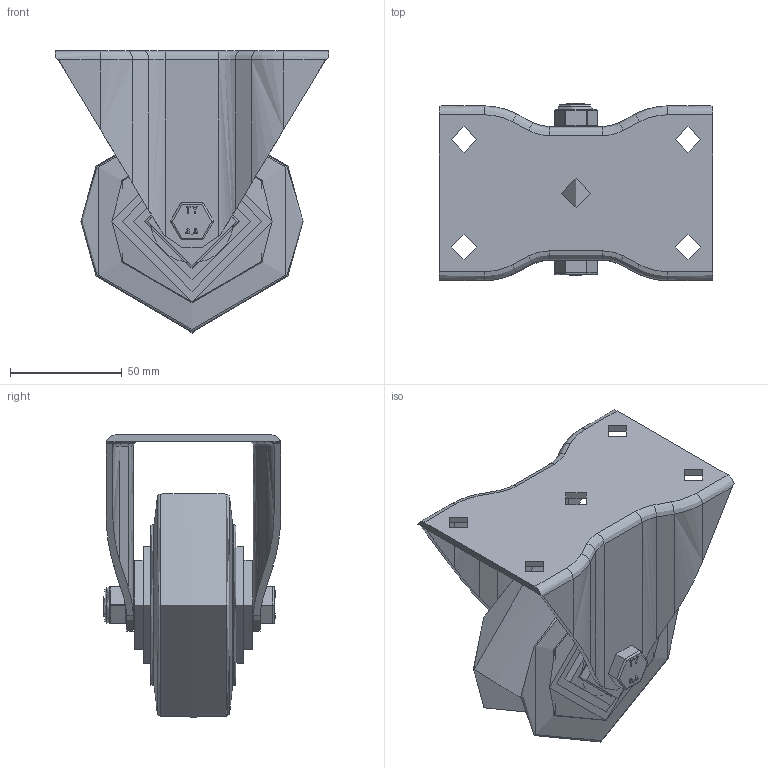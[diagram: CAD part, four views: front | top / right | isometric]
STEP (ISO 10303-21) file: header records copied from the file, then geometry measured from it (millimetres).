
FILE_DESCRIPTION(/* description */ (''),/* implementation_level */ '2;1');
FILE_NAME(/* name */ 'BZHF100CRBJLP.step',/* time_stamp */ '2024-05-17T09:28:15+01:00',/* author */ (''),/* organization */ (''),/* preprocessor_version */ 'ST-DEVELOPER v20',/* originating_system */ 'Autodesk Translation Framework v13.14.0.145',/* authorisation */ '');
FILE_SCHEMA (('AUTOMOTIVE_DESIGN { 1 0 10303 214 3 1 1 }'));
Length unit declared in the file: millimetre
Products named in the file (27): BZHF100CRBJLP; BZMH100WCRBJM20 v1; ELASTIC RUBBER TYRE; CAST IRON RIM; BEARING6004; BALL BEARINGS; BEARING6004 (1); BALL BEARINGS (1); Component1; METAL; MIDDLE; RUBBER; BEARING SPACER; BZHF100ASLP v1; ZINC PLATED PRESSED STEEL BRACKET; TUBEM20X50 v1; ZINC PLATED, STEEL TUBE; WP20X40X4BLK v1; NYLON WASHER; WP20X40X4BLK v1 (1); NYLON WASHER (1); HEXBOLTM10X70Z8.8 v2; GRADE 8.8 THREADED ZINC PLATED BOLT; NYLOCM10Z v1; NYLOC NUT; RUBBER (1); NUT
Assembly tree (46 placements, depth 5):
  BZHF100CRBJLP
    BZMH100WCRBJM20 v1
      ELASTIC RUBBER TYRE
      CAST IRON RIM
      BEARING6004
        METAL
        MIDDLE
        BALL BEARINGS
          Component1  x9
        RUBBER
      BEARING6004 (1)
        BALL BEARINGS (1)
          Component1  x9
        METAL
        MIDDLE
        RUBBER
      BEARING SPACER
    BZHF100ASLP v1
      ZINC PLATED PRESSED STEEL BRACKET
    TUBEM20X50 v1
      ZINC PLATED, STEEL TUBE
    WP20X40X4BLK v1
      NYLON WASHER
    WP20X40X4BLK v1 (1)
      NYLON WASHER (1)
    HEXBOLTM10X70Z8.8 v2
      GRADE 8.8 THREADED ZINC PLATED BOLT
    NYLOCM10Z v1
      NYLOC NUT
        RUBBER (1)
        NUT
Bounding box: 122 x 79.25 x 126 mm (x, y, z)
Volume: 339010.5 mm3; surface area: 130589.2 mm2
Topology: 38 solids, 38 shells, 1180 faces, 2990 edges, 1955 vertices
Faces by surface type: plane 432, bspline 425, cylinder 238, sphere 48, torus 33, cone 4
Full cylindrical faces by diameter (mm): 8 x18, 8.141 x18, 9.85 x19, 10 x3, 10.5 x1, 10.8 x1, 11.5 x4, 12 x2, 13 x1, 16 x2, 19.9 x1, 20 x3, 21 x2, 24 x3, 25 x8, 26 x4, 27 x8, 35 x4, 36 x4, 37 x4, 38 x10, 40 x3, 42 x4, 52 x2, 62.5 x2
Entity records: 30239 total; most frequent: CARTESIAN_POINT 13058, ORIENTED_EDGE 3712, DIRECTION 2809, EDGE_CURVE 1856, VERTEX_POINT 1203, AXIS2_PLACEMENT_3D 979, EDGE_LOOP 865, LINE 851
